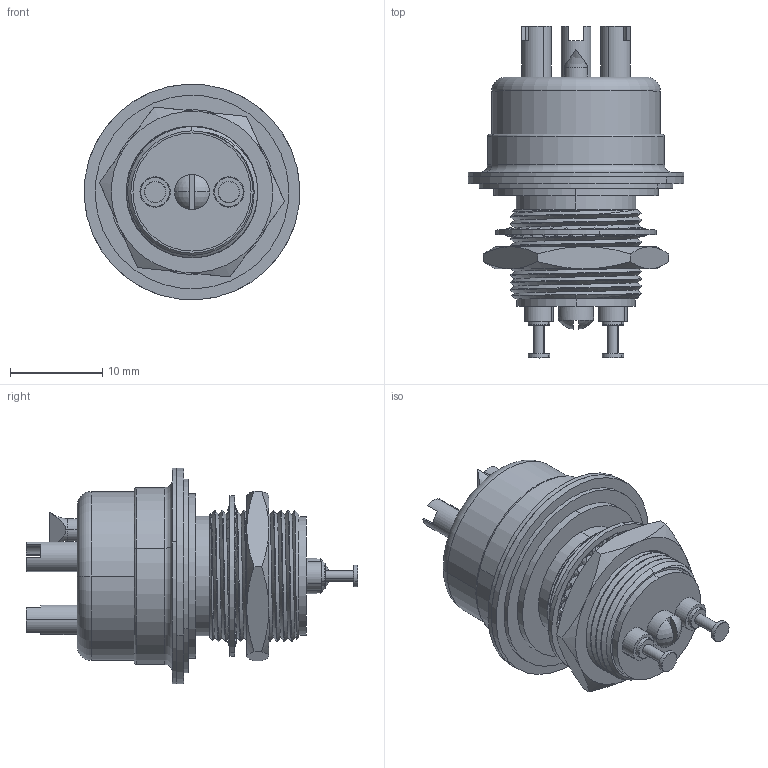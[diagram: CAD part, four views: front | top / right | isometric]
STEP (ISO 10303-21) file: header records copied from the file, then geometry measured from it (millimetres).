
FILE_DESCRIPTION (( 'STEP AP203' ), '1' );
FILE_NAME ('VHC-1.STEP', '2023-07-30T14:51:38', ( '' ), ( '' ), 'SwSTEP 2.0', 'SolidWorks 2021', '' );
FILE_SCHEMA (( 'CONFIG_CONTROL_DESIGN' ));
Length unit declared in the file: millimetre
Products named in the file (12): 8930001-20230730; 5.680.001; 7.756.008; VHC-1; 8.924.001; 7.320.001; 7.320.030; 7771010-20230730(1); 7.800.001; 7.771.009; 8.946.001; 7.330.001
Assembly tree (14 placements, depth 2):
  VHC-1
    7771010-20230730(1)
    7.320.001
    7.320.030
    7.800.001
    7.771.009
    8.924.001
    5.680.001  x2
    7.756.008  x3
    7.330.001
    8.946.001
    8930001-20230730
Bounding box: 23.39 x 36 x 23.39 mm (x, y, z)
Volume: 3281.8 mm3; surface area: 6426.9 mm2
Topology: 15 solids, 15 shells, 495 faces, 1401 edges, 941 vertices
Faces by surface type: bspline 184, cylinder 133, plane 103, cone 59, torus 12, sphere 4
Entity records: 22623 total; most frequent: CARTESIAN_POINT 10884, ORIENTED_EDGE 2502, DIRECTION 1628, EDGE_CURVE 1251, VERTEX_POINT 849, VECTOR 568, LINE 568, AXIS2_PLACEMENT_3D 530
